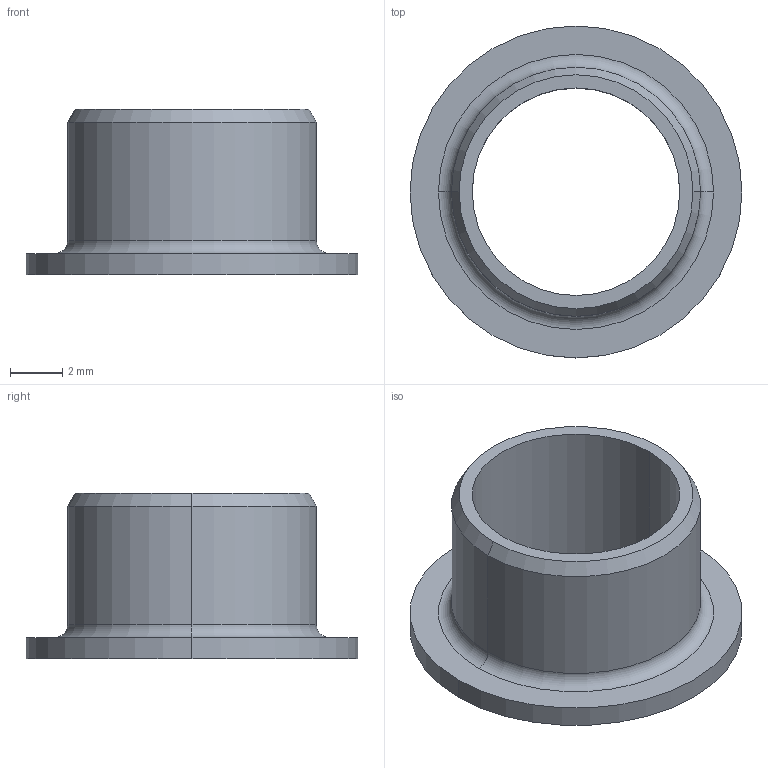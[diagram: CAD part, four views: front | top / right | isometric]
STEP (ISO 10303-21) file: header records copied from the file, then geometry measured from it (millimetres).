
FILE_DESCRIPTION(('STEP AP214'),'1');
FILE_NAME('cctmp_2B113AE8-02FB-4D7B-A170-94FF95F4CB67_2023_01_28_20_56_20_0419_89396..stp','2023-01-28T19:56:20',('igus GmbH'),('CADClick - www.CADClick.com'),'Spatial InterOp 3D',' ','unknown authorization');
FILE_SCHEMA(('AUTOMOTIVE_DESIGN'));
Length unit declared in the file: millimetre
Products named in the file (2): 2023_01_28_20_56_20_0372; 2023_01_28_20_56_20_0419
Assembly tree (1 placements, depth 2):
  2023_01_28_20_56_20_0372
    2023_01_28_20_56_20_0419
Bounding box: 12.7 x 12.7 x 6.35 mm (x, y, z)
Volume: 182.8 mm3; surface area: 498 mm2
Topology: 1 solids, 1 shells, 13 faces, 26 edges, 16 vertices
Faces by surface type: cylinder 6, plane 3, cone 2, torus 2
Entity records: 505 total; most frequent: DIRECTION 74, CARTESIAN_POINT 57, ORIENTED_EDGE 52, AXIS2_PLACEMENT_3D 33, EDGE_CURVE 26, CIRCLE 18, EDGE_LOOP 16, VERTEX_POINT 16
